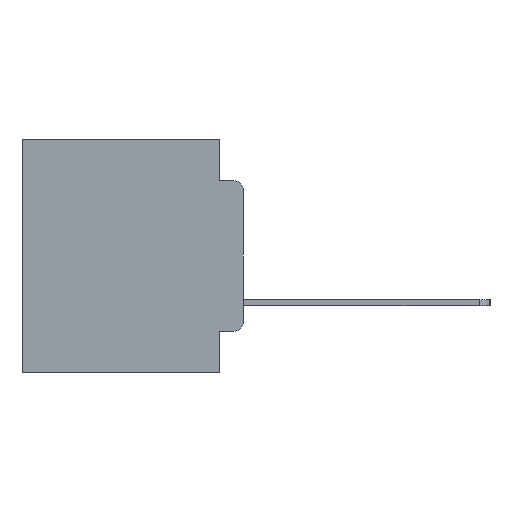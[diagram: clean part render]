
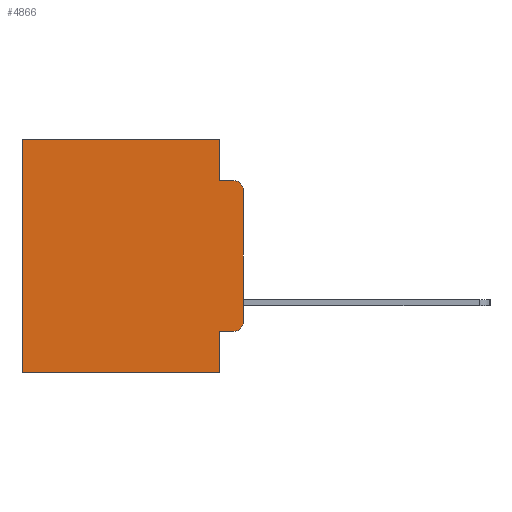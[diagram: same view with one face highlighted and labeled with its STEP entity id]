
A CAD part, left-side view. The second image highlights one B-rep face of the part: STEP entity #4866.
In plain terms, the highlighted planar face has unit normal (-1, 0, 0).
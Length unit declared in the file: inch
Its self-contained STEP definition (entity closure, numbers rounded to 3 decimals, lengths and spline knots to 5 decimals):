
#93 = DIRECTION ( 'NONE',  ( 0., 0., -1. ) ) ;
#195 = LINE ( 'NONE', #4065, #16444 ) ;
#407 = VERTEX_POINT ( 'NONE', #5238 ) ;
#492 = ORIENTED_EDGE ( 'NONE', *, *, #21040, .F. ) ;
#1033 = FACE_OUTER_BOUND ( 'NONE', #19037, .T. ) ;
#2723 = VERTEX_POINT ( 'NONE', #11344 ) ;
#2753 = CARTESIAN_POINT ( 'NONE',  ( 0.298, 0.051, -0.4115 ) ) ;
#2871 = CARTESIAN_POINT ( 'NONE',  ( 0.298, 0.051, -0.5 ) ) ;
#3512 = EDGE_CURVE ( 'NONE', #2723, #407, #7939, .T. ) ;
#4019 = CARTESIAN_POINT ( 'NONE',  ( 0.298, 0.473, 0. ) ) ;
#4061 = CARTESIAN_POINT ( 'NONE',  ( 0.298, 0., 0. ) ) ;
#4065 = CARTESIAN_POINT ( 'NONE',  ( 0.298, 0., -0.5 ) ) ;
#4336 = VERTEX_POINT ( 'NONE', #22265 ) ;
#4823 = ORIENTED_EDGE ( 'NONE', *, *, #7680, .F. ) ;
#4866 = ADVANCED_FACE ( 'NONE', ( #1033 ), #17690, .F. ) ;
#4934 = EDGE_CURVE ( 'NONE', #10474, #4336, #15956, .T. ) ;
#5238 = CARTESIAN_POINT ( 'NONE',  ( 0.298, 0.473, -0.5 ) ) ;
#5397 = VECTOR ( 'NONE', #16031, 39.37008 ) ;
#5676 = AXIS2_PLACEMENT_3D ( 'NONE', #18414, #18501, #19484 ) ;
#6319 = EDGE_CURVE ( 'NONE', #19526, #6633, #19809, .T. ) ;
#6562 = CARTESIAN_POINT ( 'NONE',  ( 0.298, 0.051, -0.0885 ) ) ;
#6633 = VERTEX_POINT ( 'NONE', #17213 ) ;
#7007 = VECTOR ( 'NONE', #18337, 39.37008 ) ;
#7117 = DIRECTION ( 'NONE',  ( -1., 0., 0. ) ) ;
#7295 = VECTOR ( 'NONE', #16009, 39.37008 ) ;
#7501 = CARTESIAN_POINT ( 'NONE',  ( 0.298, 0., 0. ) ) ;
#7540 = DIRECTION ( 'NONE',  ( 0., -1., 0. ) ) ;
#7574 = VECTOR ( 'NONE', #19227, 39.37008 ) ;
#7596 = CARTESIAN_POINT ( 'NONE',  ( 0.298, 0.051, -0.4115 ) ) ;
#7673 = VERTEX_POINT ( 'NONE', #16325 ) ;
#7680 = EDGE_CURVE ( 'NONE', #19526, #12334, #11910, .T. ) ;
#7939 = LINE ( 'NONE', #4019, #7295 ) ;
#8362 = CARTESIAN_POINT ( 'NONE',  ( 0.298, 0.051, 0. ) ) ;
#9082 = ORIENTED_EDGE ( 'NONE', *, *, #15604, .F. ) ;
#9233 = ORIENTED_EDGE ( 'NONE', *, *, #19266, .T. ) ;
#9463 = VECTOR ( 'NONE', #7540, 39.37008 ) ;
#10169 = ORIENTED_EDGE ( 'NONE', *, *, #6319, .T. ) ;
#10474 = VERTEX_POINT ( 'NONE', #18816 ) ;
#10504 = CARTESIAN_POINT ( 'NONE',  ( 0.298, 0.02, -0.1085 ) ) ;
#11344 = CARTESIAN_POINT ( 'NONE',  ( 0.298, 0.473, 0. ) ) ;
#11910 = LINE ( 'NONE', #24077, #17035 ) ;
#12334 = VERTEX_POINT ( 'NONE', #2871 ) ;
#12504 = DIRECTION ( 'NONE',  ( 0., 0., -1. ) ) ;
#12561 = ORIENTED_EDGE ( 'NONE', *, *, #3512, .T. ) ;
#13044 = EDGE_CURVE ( 'NONE', #7673, #20699, #16365, .T. ) ;
#13484 = LINE ( 'NONE', #7501, #7574 ) ;
#14049 = ORIENTED_EDGE ( 'NONE', *, *, #13044, .T. ) ;
#14313 = EDGE_CURVE ( 'NONE', #4336, #20699, #17473, .T. ) ;
#14738 = LINE ( 'NONE', #4061, #25597 ) ;
#15604 = EDGE_CURVE ( 'NONE', #7673, #22626, #13484, .T. ) ;
#15956 = LINE ( 'NONE', #8362, #5397 ) ;
#16009 = DIRECTION ( 'NONE',  ( 0., 0., -1. ) ) ;
#16031 = DIRECTION ( 'NONE',  ( 0., 0., -1. ) ) ;
#16325 = CARTESIAN_POINT ( 'NONE',  ( 0.298, 0., -0.1085 ) ) ;
#16365 = CIRCLE ( 'NONE', #23678, 0.02 ) ;
#16444 = VECTOR ( 'NONE', #17978, 39.37008 ) ;
#17035 = VECTOR ( 'NONE', #93, 39.37008 ) ;
#17213 = CARTESIAN_POINT ( 'NONE',  ( 0.298, 0.02, -0.4115 ) ) ;
#17276 = AXIS2_PLACEMENT_3D ( 'NONE', #18881, #7117, #20810 ) ;
#17473 = LINE ( 'NONE', #6562, #7007 ) ;
#17690 = PLANE ( 'NONE',  #5676 ) ;
#17974 = DIRECTION ( 'NONE',  ( 0., 1., 0. ) ) ;
#17978 = DIRECTION ( 'NONE',  ( 0., 1., 0. ) ) ;
#17983 = EDGE_CURVE ( 'NONE', #6633, #22626, #19584, .T. ) ;
#18059 = ORIENTED_EDGE ( 'NONE', *, *, #17983, .T. ) ;
#18337 = DIRECTION ( 'NONE',  ( 0., -1., 0. ) ) ;
#18414 = CARTESIAN_POINT ( 'NONE',  ( 0.298, 0., 0. ) ) ;
#18501 = DIRECTION ( 'NONE',  ( 1., 0., 0. ) ) ;
#18754 = CARTESIAN_POINT ( 'NONE',  ( 0.298, 0.02, -0.0885 ) ) ;
#18816 = CARTESIAN_POINT ( 'NONE',  ( 0.298, 0.051, 0. ) ) ;
#18881 = CARTESIAN_POINT ( 'NONE',  ( 0.298, 0.02, -0.3915 ) ) ;
#19037 = EDGE_LOOP ( 'NONE', ( #9082, #14049, #22652, #24930, #9233, #12561, #492, #4823, #10169, #18059 ) ) ;
#19227 = DIRECTION ( 'NONE',  ( 0., 0., -1. ) ) ;
#19266 = EDGE_CURVE ( 'NONE', #10474, #2723, #14738, .T. ) ;
#19484 = DIRECTION ( 'NONE',  ( 0., 0., -1. ) ) ;
#19526 = VERTEX_POINT ( 'NONE', #2753 ) ;
#19584 = CIRCLE ( 'NONE', #17276, 0.02 ) ;
#19809 = LINE ( 'NONE', #7596, #9463 ) ;
#20699 = VERTEX_POINT ( 'NONE', #18754 ) ;
#20810 = DIRECTION ( 'NONE',  ( 0., 0., -1. ) ) ;
#21040 = EDGE_CURVE ( 'NONE', #12334, #407, #195, .T. ) ;
#22265 = CARTESIAN_POINT ( 'NONE',  ( 0.298, 0.051, -0.0885 ) ) ;
#22626 = VERTEX_POINT ( 'NONE', #23755 ) ;
#22652 = ORIENTED_EDGE ( 'NONE', *, *, #14313, .F. ) ;
#23678 = AXIS2_PLACEMENT_3D ( 'NONE', #10504, #24041, #12504 ) ;
#23755 = CARTESIAN_POINT ( 'NONE',  ( 0.298, 0., -0.3915 ) ) ;
#24041 = DIRECTION ( 'NONE',  ( -1., 0., 0. ) ) ;
#24077 = CARTESIAN_POINT ( 'NONE',  ( 0.298, 0.051, 0. ) ) ;
#24930 = ORIENTED_EDGE ( 'NONE', *, *, #4934, .F. ) ;
#25597 = VECTOR ( 'NONE', #17974, 39.37008 ) ;
